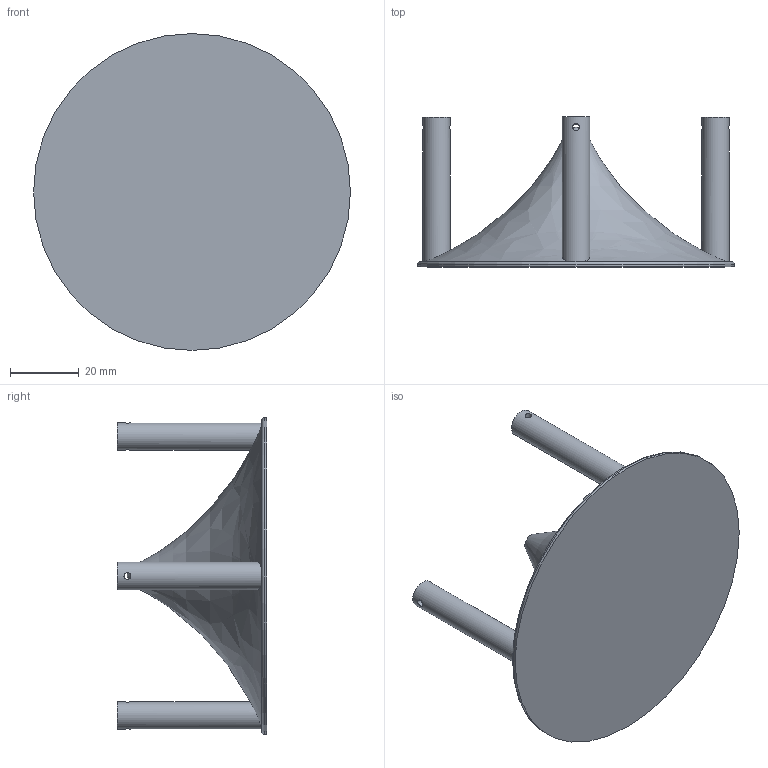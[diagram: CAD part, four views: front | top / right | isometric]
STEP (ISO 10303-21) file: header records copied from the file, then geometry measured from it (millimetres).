
FILE_DESCRIPTION(/* description */ ('','CAx-IF Rec.Pracs.---Representation and Presentation of Product Manufacturing Information (PMI)---4.0---2014-10-13'),/* implementation_level */ '2;1');
FILE_NAME(/* name */ 'Speaker Stand.step',/* time_stamp */ '2025-02-09T08:44:29-05:00',/* author */ (''),/* organization */ (''),/* preprocessor_version */ 'ST-DEVELOPER v20',/* originating_system */ 'Autodesk Translation Framework v13.20.0.188',/* authorisation */ '');
FILE_SCHEMA (('AP242_MANAGED_MODEL_BASED_3D_ENGINEERING_MIM_LF { 1 0 10303 442 1 1 4 }'));
Length unit declared in the file: millimetre
Products named in the file (1): (Unsaved)
Bounding box: 92 x 43.5 x 92 mm (x, y, z)
Volume: 71563 mm3; surface area: 19581.5 mm2
Topology: 1 solids, 1 shells, 30 faces, 97 edges, 69 vertices
Faces by surface type: cylinder 17, plane 10, bspline 2, torus 1
Full cylindrical faces by diameter (mm): 2 x8, 5 x4, 8 x4, 92 x1
Entity records: 1862 total; most frequent: CARTESIAN_POINT 1008, ORIENTED_EDGE 192, DIRECTION 135, EDGE_CURVE 96, VERTEX_POINT 69, AXIS2_PLACEMENT_3D 57, EDGE_LOOP 47, B_SPLINE_CURVE_WITH_KNOTS 46
